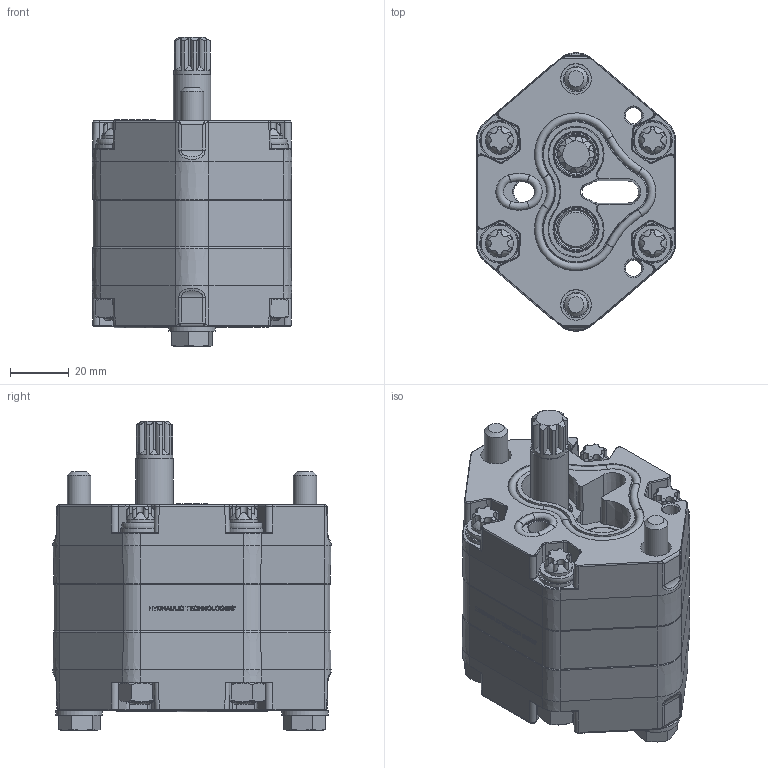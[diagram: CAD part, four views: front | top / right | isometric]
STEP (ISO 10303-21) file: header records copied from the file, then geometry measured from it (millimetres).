
FILE_DESCRIPTION (( 'STEP AP203' ), '1' );
FILE_NAME ('DER24036366_KP40.STEP', '2024-08-06T06:48:33', ( '' ), ( '' ), 'SwSTEP 2.0', 'SolidWorks 2022', '' );
FILE_SCHEMA (( 'CONFIG_CONTROL_DESIGN' ));
Length unit declared in the file: inch
Products named in the file (1): DER24036366_KP40
Bounding box: 67.73 x 94.41 x 104.93 mm (x, y, z)
Surface area: 63168.6 mm2 (no closed solid volume)
Topology: 0 solids, 37 shells, 811 faces, 2392 edges, 1622 vertices
Faces by surface type: cylinder 257, cone 214, plane 196, torus 96, bspline 44, sphere 4
Full cylindrical faces by diameter (mm): 5.524 x4, 7.518 x2, 7.925 x2, 7.938 x4, 9.525 x4, 12.319 x2, 12.671 x4, 13.335 x4, 15.083 x3, 15.875 x2
Entity records: 31165 total; most frequent: CARTESIAN_POINT 10698, ORIENTED_EDGE 4125, DIRECTION 4111, EDGE_CURVE 2291, AXIS2_PLACEMENT_3D 1715, VERTEX_POINT 1602, EDGE_LOOP 993, CIRCLE 947
